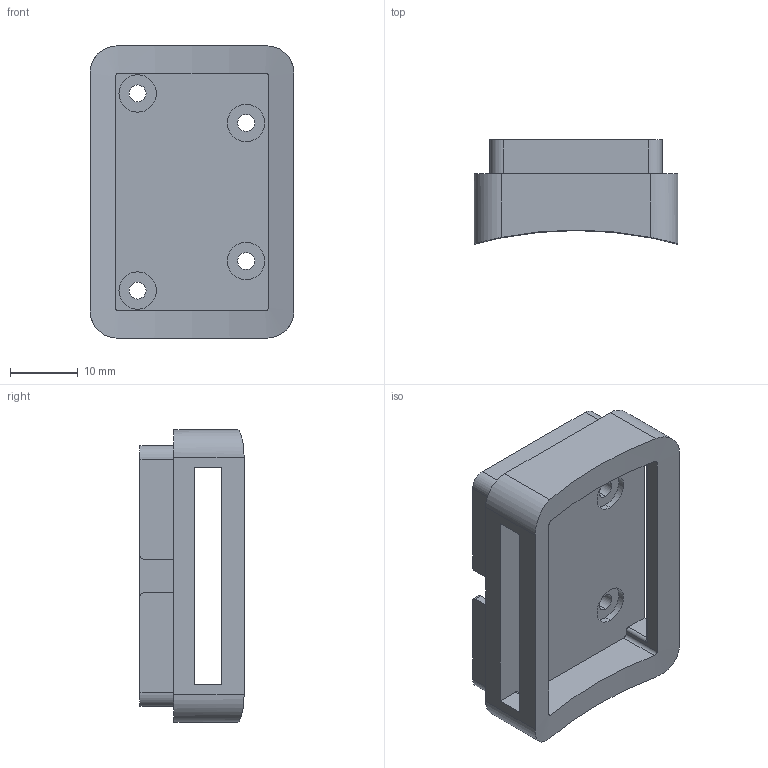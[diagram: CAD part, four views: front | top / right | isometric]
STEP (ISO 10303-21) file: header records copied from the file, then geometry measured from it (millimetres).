
FILE_DESCRIPTION (( 'STEP AP214' ), '1' );
FILE_NAME ('base.STEP', '2021-07-22T04:23:06', ( '' ), ( '' ), 'SwSTEP 2.0', 'SolidWorks 2020', '' );
FILE_SCHEMA (( 'AUTOMOTIVE_DESIGN' ));
Length unit declared in the file: millimetre
Products named in the file (1): base
Bounding box: 30 x 15.31 x 43 mm (x, y, z)
Volume: 6555.9 mm3; surface area: 5881.1 mm2
Topology: 1 solids, 1 shells, 100 faces, 261 edges, 166 vertices
Faces by surface type: cylinder 51, plane 33, torus 16
Entity records: 3029 total; most frequent: CARTESIAN_POINT 614, DIRECTION 519, ORIENTED_EDGE 488, EDGE_CURVE 244, AXIS2_PLACEMENT_3D 195, VERTEX_POINT 158, LINE 129, VECTOR 129
